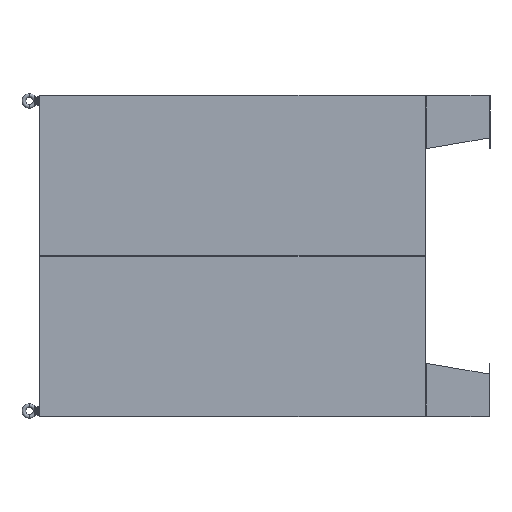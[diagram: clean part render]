
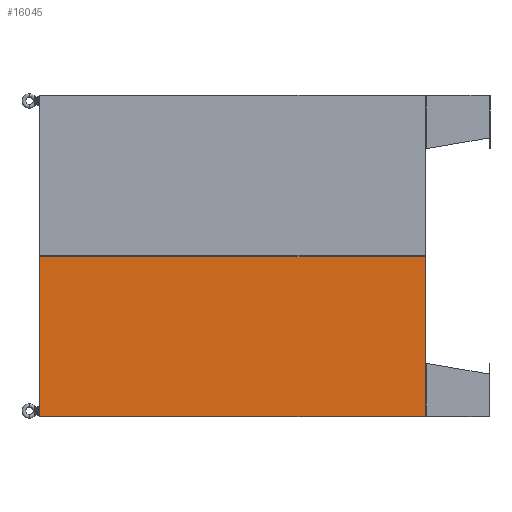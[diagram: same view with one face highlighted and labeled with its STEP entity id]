
A CAD part, left-side view. The second image highlights one B-rep face of the part: STEP entity #16045.
In plain terms, the highlighted face is planar.
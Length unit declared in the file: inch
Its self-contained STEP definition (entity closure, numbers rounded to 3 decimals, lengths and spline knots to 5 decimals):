
#3072 = ORIENTED_EDGE ( 'NONE', *, *, #10332, .T. ) ;
#10332 = EDGE_CURVE ( 'NONE', #78493, #49101, #191068, .T. ) ;
#13118 = FACE_OUTER_BOUND ( 'NONE', #170119, .T. ) ;
#16045 = ADVANCED_FACE ( 'NONE', ( #13118 ), #209086, .T. ) ;
#23619 = VERTEX_POINT ( 'NONE', #180181 ) ;
#26603 = CARTESIAN_POINT ( 'NONE',  ( 29.8885, 0., -35.9675 ) ) ;
#31488 = VECTOR ( 'NONE', #78324, 39.37008 ) ;
#49101 = VERTEX_POINT ( 'NONE', #117059 ) ;
#50250 = ORIENTED_EDGE ( 'NONE', *, *, #135615, .T. ) ;
#58954 = VECTOR ( 'NONE', #111580, 39.37008 ) ;
#76560 = CARTESIAN_POINT ( 'NONE',  ( 30.0315, 0., 0. ) ) ;
#78324 = DIRECTION ( 'NONE',  ( -1., 0., 0. ) ) ;
#78493 = VERTEX_POINT ( 'NONE', #176417 ) ;
#82068 = EDGE_CURVE ( 'NONE', #23619, #179842, #143481, .T. ) ;
#92739 = ORIENTED_EDGE ( 'NONE', *, *, #82068, .T. ) ;
#95712 = LINE ( 'NONE', #139131, #129368 ) ;
#104303 = CARTESIAN_POINT ( 'NONE',  ( 29.8885, 0., 0. ) ) ;
#111580 = DIRECTION ( 'NONE',  ( 0., 0., 1. ) ) ;
#117059 = CARTESIAN_POINT ( 'NONE',  ( 0.143, 0., 35.9675 ) ) ;
#119661 = LINE ( 'NONE', #146399, #31488 ) ;
#129368 = VECTOR ( 'NONE', #202938, 39.37008 ) ;
#133054 = VECTOR ( 'NONE', #188227, 39.37008 ) ;
#135615 = EDGE_CURVE ( 'NONE', #49101, #23619, #95712, .T. ) ;
#139131 = CARTESIAN_POINT ( 'NONE',  ( 30.0315, 0., 35.9675 ) ) ;
#141036 = DIRECTION ( 'NONE',  ( 0., 1., 0. ) ) ;
#143481 = LINE ( 'NONE', #104303, #133054 ) ;
#143923 = DIRECTION ( 'NONE',  ( -1., 0., 0. ) ) ;
#146399 = CARTESIAN_POINT ( 'NONE',  ( 30.0315, 0., -35.9675 ) ) ;
#160136 = CARTESIAN_POINT ( 'NONE',  ( 0.143, 0., 0. ) ) ;
#165678 = ORIENTED_EDGE ( 'NONE', *, *, #198889, .T. ) ;
#170119 = EDGE_LOOP ( 'NONE', ( #50250, #92739, #165678, #3072 ) ) ;
#176417 = CARTESIAN_POINT ( 'NONE',  ( 0.143, 0., -35.9675 ) ) ;
#179842 = VERTEX_POINT ( 'NONE', #26603 ) ;
#180181 = CARTESIAN_POINT ( 'NONE',  ( 29.8885, 0., 35.9675 ) ) ;
#188227 = DIRECTION ( 'NONE',  ( 0., 0., -1. ) ) ;
#191068 = LINE ( 'NONE', #160136, #58954 ) ;
#198889 = EDGE_CURVE ( 'NONE', #179842, #78493, #119661, .T. ) ;
#202938 = DIRECTION ( 'NONE',  ( 1., 0., 0. ) ) ;
#209086 = PLANE ( 'NONE',  #210112 ) ;
#210112 = AXIS2_PLACEMENT_3D ( 'NONE', #76560, #141036, #143923 ) ;
